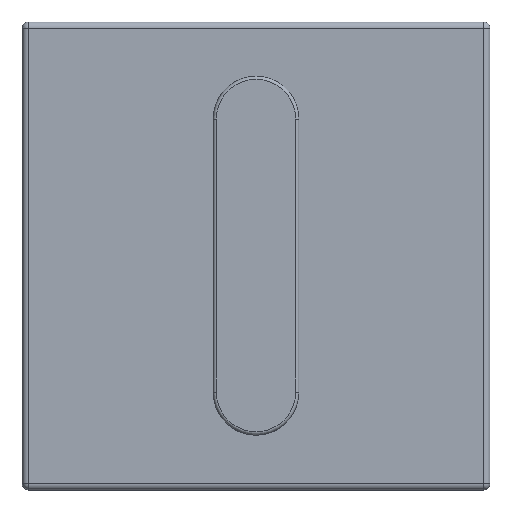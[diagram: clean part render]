
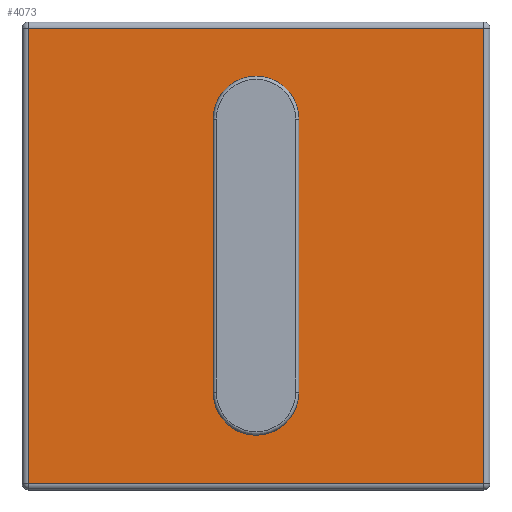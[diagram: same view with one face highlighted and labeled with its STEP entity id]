
A CAD part, top view. The second image highlights one B-rep face of the part: STEP entity #4073.
In plain terms, the highlighted face is planar.
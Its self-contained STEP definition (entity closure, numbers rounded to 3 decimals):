
#60 = LINE ( 'NONE', #12548, #15148 ) ;
#275 = AXIS2_PLACEMENT_3D ( 'NONE', #14519, #7034, #20242 ) ;
#310 = EDGE_CURVE ( 'NONE', #16460, #23480, #16746, .T. ) ;
#344 = ORIENTED_EDGE ( 'NONE', *, *, #22126, .T. ) ;
#2223 = LINE ( 'NONE', #13145, #12284 ) ;
#2292 = VERTEX_POINT ( 'NONE', #22162 ) ;
#3192 = VERTEX_POINT ( 'NONE', #15658 ) ;
#4073 = ADVANCED_FACE ( 'NONE', ( #12843 ), #5133, .F. ) ;
#5133 = PLANE ( 'NONE',  #275 ) ;
#7034 = DIRECTION ( 'NONE',  ( 0., -1., 0. ) ) ;
#8764 = DIRECTION ( 'NONE',  ( 0., 0., -1. ) ) ;
#10232 = CARTESIAN_POINT ( 'NONE',  ( -29.2, 9., 29.2 ) ) ;
#11290 = DIRECTION ( 'NONE',  ( 0., 0., 1. ) ) ;
#11722 = LINE ( 'NONE', #21938, #15549 ) ;
#12284 = VECTOR ( 'NONE', #24296, 1000. ) ;
#12548 = CARTESIAN_POINT ( 'NONE',  ( 0., 9., 29.2 ) ) ;
#12843 = FACE_OUTER_BOUND ( 'NONE', #13673, .T. ) ;
#13145 = CARTESIAN_POINT ( 'NONE',  ( 0., 9., -29.2 ) ) ;
#13673 = EDGE_LOOP ( 'NONE', ( #15715, #24334, #24222, #344 ) ) ;
#14519 = CARTESIAN_POINT ( 'NONE',  ( 0., 9., 0. ) ) ;
#15148 = VECTOR ( 'NONE', #16108, 1000. ) ;
#15549 = VECTOR ( 'NONE', #8764, 1000. ) ;
#15658 = CARTESIAN_POINT ( 'NONE',  ( 29.2, 9., 29.2 ) ) ;
#15715 = ORIENTED_EDGE ( 'NONE', *, *, #310, .T. ) ;
#16108 = DIRECTION ( 'NONE',  ( 1., 0., 0. ) ) ;
#16460 = VERTEX_POINT ( 'NONE', #24356 ) ;
#16746 = LINE ( 'NONE', #24475, #21763 ) ;
#20242 = DIRECTION ( 'NONE',  ( 0., 0., -1. ) ) ;
#21485 = EDGE_CURVE ( 'NONE', #3192, #2292, #11722, .T. ) ;
#21763 = VECTOR ( 'NONE', #11290, 1000. ) ;
#21938 = CARTESIAN_POINT ( 'NONE',  ( 29.2, 9., 0. ) ) ;
#22126 = EDGE_CURVE ( 'NONE', #2292, #16460, #2223, .T. ) ;
#22162 = CARTESIAN_POINT ( 'NONE',  ( 29.2, 9., -29.2 ) ) ;
#23480 = VERTEX_POINT ( 'NONE', #10232 ) ;
#24222 = ORIENTED_EDGE ( 'NONE', *, *, #21485, .T. ) ;
#24296 = DIRECTION ( 'NONE',  ( -1., 0., 0. ) ) ;
#24334 = ORIENTED_EDGE ( 'NONE', *, *, #24477, .T. ) ;
#24356 = CARTESIAN_POINT ( 'NONE',  ( -29.2, 9., -29.2 ) ) ;
#24475 = CARTESIAN_POINT ( 'NONE',  ( -29.2, 9., 0. ) ) ;
#24477 = EDGE_CURVE ( 'NONE', #23480, #3192, #60, .T. ) ;
